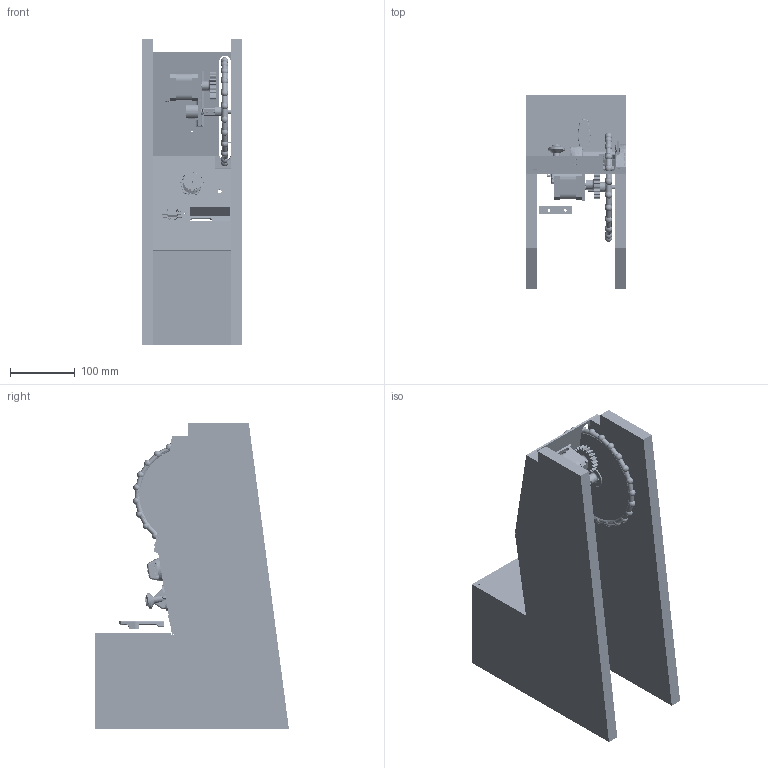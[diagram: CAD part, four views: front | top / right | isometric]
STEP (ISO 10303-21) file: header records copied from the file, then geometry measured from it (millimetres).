
FILE_DESCRIPTION(/* description */ (''),/* implementation_level */ '2;1');
FILE_NAME(/* name */ 'Pedestal Top Assembly v37 2024-01-26.step',/* time_stamp */ '2024-01-26T18:57:55-07:00',/* author */ (''),/* organization */ (''),/* preprocessor_version */ 'ST-DEVELOPER v20',/* originating_system */ 'Autodesk Translation Framework v12.14.0.127',/* authorisation */ '');
FILE_SCHEMA (('AUTOMOTIVE_DESIGN { 1 0 10303 214 3 1 1 }'));
Products named in the file (42): Pedestal Top Assembly; Fuel Selector; Panel; Selector Handle; 172 Project Trim Wheel; Printable Trim Wheel; Rod; Front Panel; Text; Patch for If no Power Notch; Hump Day!; Text (1); Back Panel; Trim Indicator Panel; Trim Needle; Electronics; NEMA 17 Stepper Motor; 10 turn potentiometer; 28BYJ-48; Coupler; Motor Gear; Pedestal; Pedestal Frame; Front; Right; Left; 90 Degree; 90 degree 2 inch; Lower Pedestal Panel; Panel_1; Text!; 12v socket assembly v1; socket; lockring; cover; Power Cover; Text_1; Cutoff; Push Pull Switch No Knob; brakeovertravelswitch ...
Assembly tree (44 placements, depth 5):
  Pedestal Top Assembly
    Fuel Selector
      Panel
      Selector Handle
    172 Project Trim Wheel
      Printable Trim Wheel
        Rod
      Front Panel
        Text
        Patch for If no Power Notch
        Hump Day!
          Text (1)
      Back Panel
      Trim Indicator Panel
      Trim Needle
      Electronics
        NEMA 17 Stepper Motor
        10 turn potentiometer
        28BYJ-48
      Coupler
      Motor Gear
    Pedestal
      Pedestal Frame
        Front
        Right
        Left
      90 Degree
        90 degree 2 inch  x4
    Lower Pedestal Panel
      Panel_1
        Text!
      12v socket assembly v1
        socket
        lockring
        cover
        Power Cover
          Text_1
      Cutoff
        Push Pull Switch No Knob
          brakeovertravelswitch
        Fuel Selector and Shuttoff_Cuttoff Handle
      Pedestal Lamp
Bounding box: 155.58 x 299.44 x 472.5 mm (x, y, z)
Volume: 4091075.9 mm3; surface area: 780749.8 mm2
Topology: 132 solids, 132 shells, 5488 faces, 14403 edges, 9073 vertices
Faces by surface type: plane 2895, cylinder 1362, bspline 794, sphere 298, torus 125, cone 14
Full cylindrical faces by diameter (mm): 0.8 x3, 0.85 x6, 0.9 x13, 0.95 x3, 1 x10, 1.05 x1, 1.25 x2, 1.274 x2, 1.4 x8, 1.45 x3, 1.5 x4, 1.55 x4, 1.6 x12, 1.7 x1, 2 x16, 2.2 x3, 2.3 x2, 2.4 x2, 2.5 x1, 2.7 x2, 2.8 x2, 2.9 x14, 3 x62, 3.075 x4, 3.5 x6, 3.541 x40, 4 x26, 4.15 x1, 4.3 x1, 4.6 x1
Entity records: 301870 total; most frequent: CARTESIAN_POINT 170810, ORIENTED_EDGE 28082, DIRECTION 24278, EDGE_CURVE 14041, LINE 9072, VECTOR 9072, VERTEX_POINT 9013, AXIS2_PLACEMENT_3D 7603
